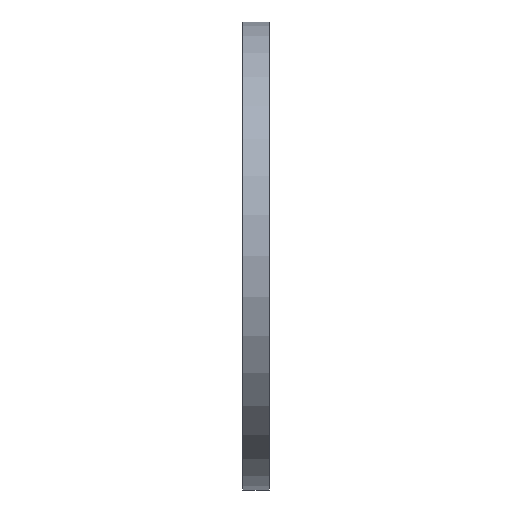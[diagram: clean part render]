
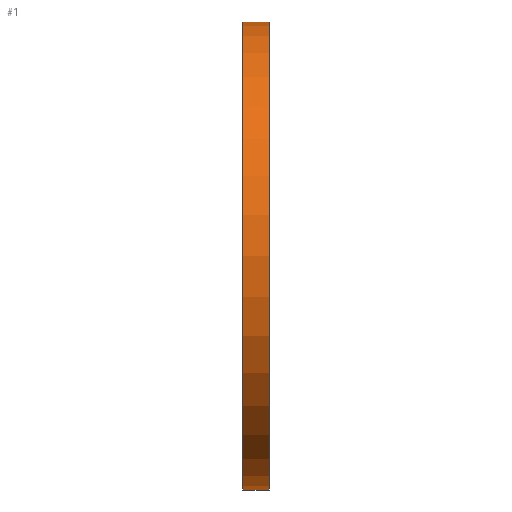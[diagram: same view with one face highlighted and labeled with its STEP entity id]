
A CAD part, left-side view. The second image highlights one B-rep face of the part: STEP entity #1.
In plain terms, the highlighted cylindrical face has radius 447.5 mm (diameter 895 mm), a partial arc.
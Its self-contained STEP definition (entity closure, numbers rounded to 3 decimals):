
#1 = ADVANCED_FACE ( 'NONE', ( #1242 ), #1262, .T. ) ;
#43 = VECTOR ( 'NONE', #749, 1000. ) ;
#184 = AXIS2_PLACEMENT_3D ( 'NONE', #953, #1516, #1212 ) ;
#192 = ORIENTED_EDGE ( 'NONE', *, *, #1058, .T. ) ;
#276 = EDGE_CURVE ( 'NONE', #691, #1901, #366, .T. ) ;
#302 = CARTESIAN_POINT ( 'NONE',  ( 0., 34.695, -447.5 ) ) ;
#366 = CIRCLE ( 'NONE', #1714, 447.5 ) ;
#425 = VERTEX_POINT ( 'NONE', #846 ) ;
#456 = ORIENTED_EDGE ( 'NONE', *, *, #1500, .T. ) ;
#457 = DIRECTION ( 'NONE',  ( 0., 1., 0. ) ) ;
#476 = CARTESIAN_POINT ( 'NONE',  ( 0., 34.695, 447.5 ) ) ;
#580 = CARTESIAN_POINT ( 'NONE',  ( 0., 50., 0. ) ) ;
#691 = VERTEX_POINT ( 'NONE', #1796 ) ;
#708 = ORIENTED_EDGE ( 'NONE', *, *, #1583, .F. ) ;
#716 = DIRECTION ( 'NONE',  ( 0., 0., 1. ) ) ;
#749 = DIRECTION ( 'NONE',  ( 0., 1., 0. ) ) ;
#846 = CARTESIAN_POINT ( 'NONE',  ( 0., 0., -447.5 ) ) ;
#855 = CARTESIAN_POINT ( 'NONE',  ( 0., 50., 447.5 ) ) ;
#900 = DIRECTION ( 'NONE',  ( 0., 1., 0. ) ) ;
#935 = DIRECTION ( 'NONE',  ( 0., 0., 1. ) ) ;
#944 = CARTESIAN_POINT ( 'NONE',  ( 0., 34.695, 0. ) ) ;
#953 = CARTESIAN_POINT ( 'NONE',  ( 0., 0., 0. ) ) ;
#1058 = EDGE_CURVE ( 'NONE', #425, #1538, #1298, .T. ) ;
#1090 = CARTESIAN_POINT ( 'NONE',  ( 0., 0., 447.5 ) ) ;
#1212 = DIRECTION ( 'NONE',  ( 0., 0., 1. ) ) ;
#1223 = VECTOR ( 'NONE', #900, 1000. ) ;
#1226 = EDGE_LOOP ( 'NONE', ( #708, #192, #456, #1986 ) ) ;
#1242 = FACE_OUTER_BOUND ( 'NONE', #1226, .T. ) ;
#1262 = CYLINDRICAL_SURFACE ( 'NONE', #1742, 447.5 ) ;
#1298 = CIRCLE ( 'NONE', #184, 447.5 ) ;
#1395 = LINE ( 'NONE', #476, #1223 ) ;
#1500 = EDGE_CURVE ( 'NONE', #1538, #1901, #1395, .T. ) ;
#1516 = DIRECTION ( 'NONE',  ( 0., 1., 0. ) ) ;
#1538 = VERTEX_POINT ( 'NONE', #1090 ) ;
#1583 = EDGE_CURVE ( 'NONE', #425, #691, #1710, .T. ) ;
#1662 = DIRECTION ( 'NONE',  ( 0., 1., 0. ) ) ;
#1710 = LINE ( 'NONE', #302, #43 ) ;
#1714 = AXIS2_PLACEMENT_3D ( 'NONE', #580, #1662, #716 ) ;
#1742 = AXIS2_PLACEMENT_3D ( 'NONE', #944, #457, #935 ) ;
#1796 = CARTESIAN_POINT ( 'NONE',  ( 0., 50., -447.5 ) ) ;
#1901 = VERTEX_POINT ( 'NONE', #855 ) ;
#1986 = ORIENTED_EDGE ( 'NONE', *, *, #276, .F. ) ;
